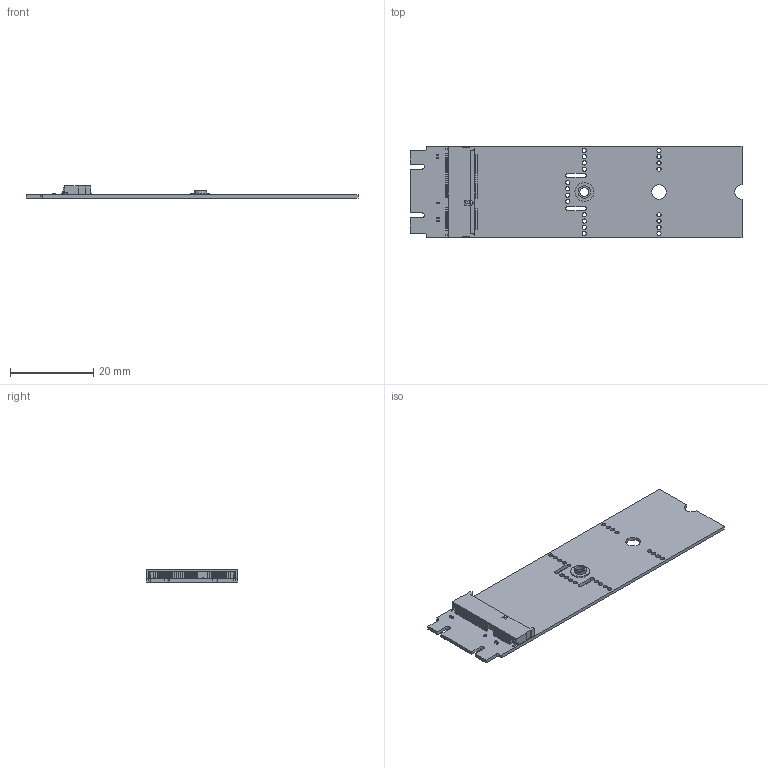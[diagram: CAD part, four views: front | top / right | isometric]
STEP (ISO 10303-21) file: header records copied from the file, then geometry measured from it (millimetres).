
FILE_DESCRIPTION(('Open CASCADE Model'),'2;1');
FILE_NAME('Open CASCADE Shape Model','2024-07-30T13:33:24',('Author'),( 'Open CASCADE'),'Open CASCADE STEP processor 6.8','Open CASCADE 6.8' ,'Unknown');
FILE_SCHEMA(('AUTOMOTIVE_DESIGN { 1 0 10303 214 1 1 1 1 }'));
Length unit declared in the file: millimetre
Products named in the file (13): PCB; Board; Open CASCADE STEP translator 6.8 2.1.1; R9; RESC60X30X35L15N; Mech1; SM3ZS067U215-NUT1; R8; R4; R3; R2; J2; SM3ZS067U215AE1R1500-V3
Assembly tree (16 placements, depth 3):
  PCB
    Board
      Open CASCADE STEP translator 6.8 2.1.1
    R9
      RESC60X30X35L15N
    Mech1
      SM3ZS067U215-NUT1
    R8
      RESC60X30X35L15N
    R4
      RESC60X30X35L15N
    R3
      RESC60X30X35L15N
    R2
      RESC60X30X35L15N
    J2
      SM3ZS067U215AE1R1500-V3
Bounding box: 80 x 22 x 2.95 mm (x, y, z)
Volume: 1600.9 mm3; surface area: 4356.5 mm2
Topology: 23 solids, 23 shells, 2586 faces, 7356 edges, 4779 vertices
Faces by surface type: plane 1488, cylinder 987, bspline 68, sphere 40, cone 3
Full cylindrical faces by diameter (mm): 0.9 x1, 1 x20, 1.1 x1, 1.4 x1, 1.6 x1, 2.2 x1, 2.5 x1, 2.6 x1, 3 x1, 3.5 x1, 4.5 x1
Entity records: 77376 total; most frequent: CARTESIAN_POINT 15429, ORIENTED_EDGE 13252, DIRECTION 12235, EDGE_CURVE 6626, LINE 4709, VECTOR 4709, VERTEX_POINT 4379, AXIS2_PLACEMENT_3D 3763
